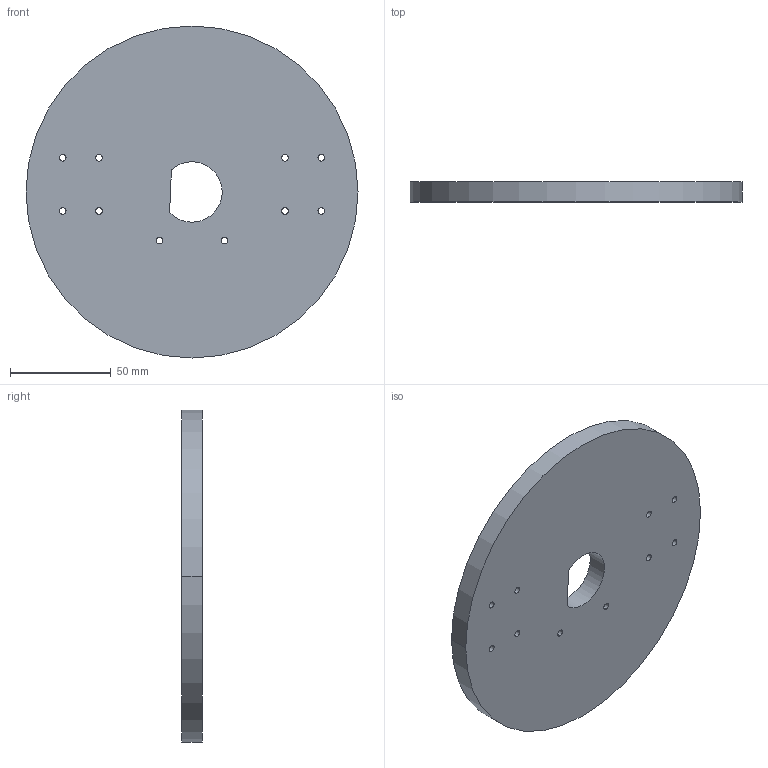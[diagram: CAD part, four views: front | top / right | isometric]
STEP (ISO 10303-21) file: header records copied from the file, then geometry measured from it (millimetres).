
FILE_DESCRIPTION((''),'2;1');
FILE_NAME('SHOULDER_PLATFORM','2020-12-30T20:24:30',('TINH LE'),(''),'CREO PARAMETRIC BY PTC INC, 2020154','CREO PARAMETRIC BY PTC INC, 2020154','');
FILE_SCHEMA(('CONFIG_CONTROL_DESIGN'));
Length unit declared in the file: millimetre
Products named in the file (1): SHOULDER_PLATFORM
Bounding box: 165 x 10 x 165 mm (x, y, z)
Volume: 206507.8 mm3; surface area: 48451.1 mm2
Topology: 1 solids, 1 shells, 26 faces, 72 edges, 48 vertices
Faces by surface type: cylinder 23, plane 3
Entity records: 944 total; most frequent: DIRECTION 170, CARTESIAN_POINT 146, ORIENTED_EDGE 144, AXIS2_PLACEMENT_3D 72, EDGE_CURVE 72, VERTEX_POINT 48, EDGE_LOOP 48, CIRCLE 46
